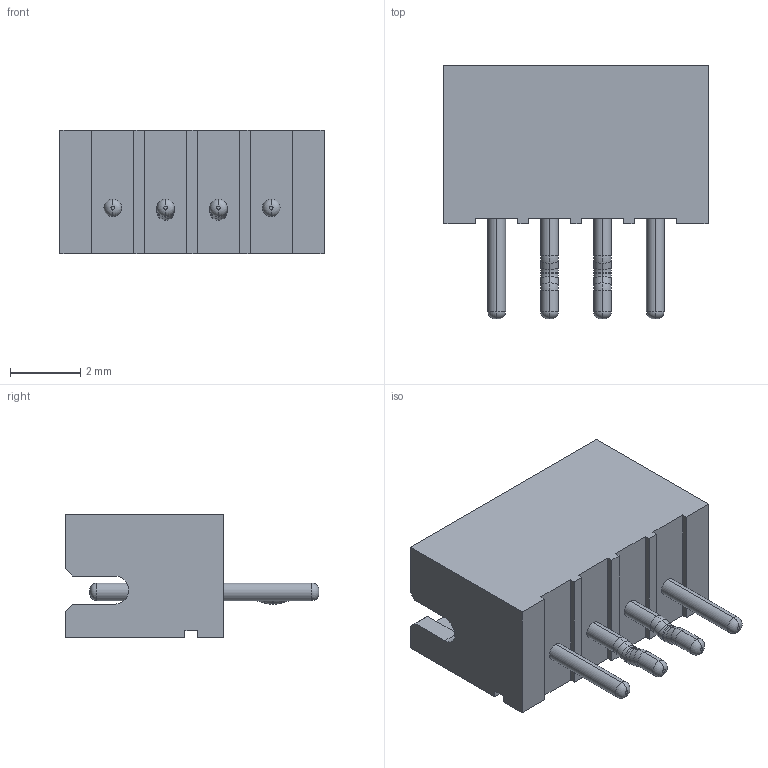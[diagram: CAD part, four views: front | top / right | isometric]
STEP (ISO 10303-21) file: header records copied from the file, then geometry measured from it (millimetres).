
FILE_DESCRIPTION (( 'STEP AP214' ), '1' );
FILE_NAME ('B4B-ZR(LF)(SN).STEP', '2023-11-03T19:03:29', ( '' ), ( '' ), 'SwSTEP 2.0', 'SolidWorks 2021', '' );
FILE_SCHEMA (( 'AUTOMOTIVE_DESIGN' ));
Length unit declared in the file: millimetre
Products named in the file (4): BxB-ZR_4; pin_straight; B4B-ZR(LF)(SN); pin_Bent
Assembly tree (5 placements, depth 2):
  B4B-ZR(LF)(SN)
    BxB-ZR_4
    pin_straight  x2
    pin_Bent  x2
Bounding box: 7.5 x 7.2 x 3.5 mm (x, y, z)
Volume: 60.6 mm3; surface area: 263 mm2
Topology: 5 solids, 5 shells, 122 faces, 294 edges, 180 vertices
Faces by surface type: plane 56, cylinder 34, torus 32
Entity records: 2928 total; most frequent: DIRECTION 498, CARTESIAN_POINT 480, ORIENTED_EDGE 468, EDGE_CURVE 234, AXIS2_PLACEMENT_3D 166, VECTOR 166, LINE 166, VERTEX_POINT 148
